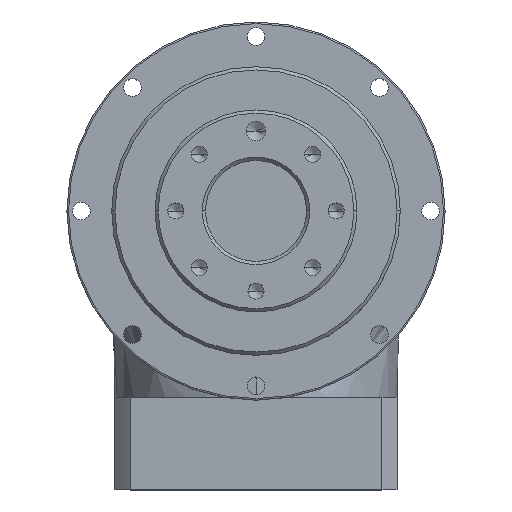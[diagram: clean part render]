
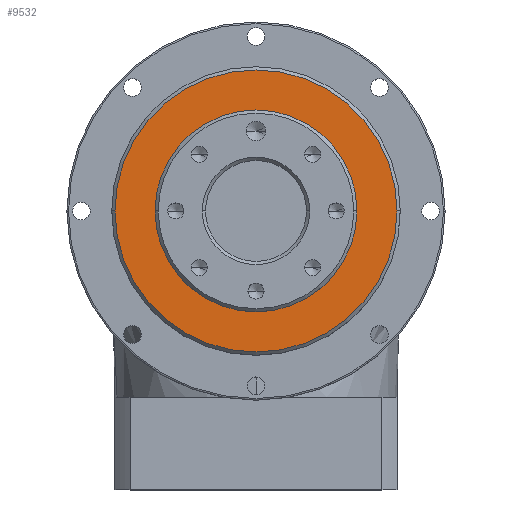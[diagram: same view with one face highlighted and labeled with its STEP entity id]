
A CAD part, top view. The second image highlights one B-rep face of the part: STEP entity #9532.
In plain terms, the highlighted planar face has unit normal (0, 0, 1).
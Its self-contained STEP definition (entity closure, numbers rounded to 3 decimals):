
#22 = ORIENTED_EDGE ( 'NONE', *, *, #7257, .F. ) ;
#127 = DIRECTION ( 'NONE',  ( 1., 0., 0. ) ) ;
#141 = CIRCLE ( 'NONE', #9878, 31.5 ) ;
#147 = CARTESIAN_POINT ( 'NONE',  ( 0., 0., -6. ) ) ;
#235 = ORIENTED_EDGE ( 'NONE', *, *, #7780, .F. ) ;
#877 = CIRCLE ( 'NONE', #6442, 31.5 ) ;
#944 = DIRECTION ( 'NONE',  ( 1., 0., 0. ) ) ;
#1428 = AXIS2_PLACEMENT_3D ( 'NONE', #9623, #4798, #10431 ) ;
#1944 = VERTEX_POINT ( 'NONE', #5682 ) ;
#2040 = VERTEX_POINT ( 'NONE', #8208 ) ;
#2227 = ORIENTED_EDGE ( 'NONE', *, *, #4628, .T. ) ;
#2544 = CARTESIAN_POINT ( 'NONE',  ( 0., 0., -6. ) ) ;
#2584 = EDGE_LOOP ( 'NONE', ( #8188, #2227 ) ) ;
#2703 = CARTESIAN_POINT ( 'NONE',  ( 0., 0., -6. ) ) ;
#2859 = CARTESIAN_POINT ( 'NONE',  ( 44., 0., -6. ) ) ;
#3369 = DIRECTION ( 'NONE',  ( 1., 0., 0. ) ) ;
#3528 = DIRECTION ( 'NONE',  ( 1., 0., 0. ) ) ;
#3667 = VERTEX_POINT ( 'NONE', #2859 ) ;
#4628 = EDGE_CURVE ( 'NONE', #3667, #10126, #10157, .T. ) ;
#4682 = FACE_OUTER_BOUND ( 'NONE', #2584, .T. ) ;
#4798 = DIRECTION ( 'NONE',  ( 0., 0., 1. ) ) ;
#4965 = DIRECTION ( 'NONE',  ( 0., 0., 1. ) ) ;
#5682 = CARTESIAN_POINT ( 'NONE',  ( 31.5, 0., -6. ) ) ;
#5798 = DIRECTION ( 'NONE',  ( 0., 0., 1. ) ) ;
#6442 = AXIS2_PLACEMENT_3D ( 'NONE', #2544, #8193, #3369 ) ;
#6711 = EDGE_CURVE ( 'NONE', #10126, #3667, #7712, .T. ) ;
#6829 = FACE_BOUND ( 'NONE', #7565, .T. ) ;
#7195 = CARTESIAN_POINT ( 'NONE',  ( -44., 0., -6. ) ) ;
#7257 = EDGE_CURVE ( 'NONE', #2040, #1944, #141, .T. ) ;
#7565 = EDGE_LOOP ( 'NONE', ( #235, #22 ) ) ;
#7712 = CIRCLE ( 'NONE', #7931, 44. ) ;
#7780 = EDGE_CURVE ( 'NONE', #1944, #2040, #877, .T. ) ;
#7931 = AXIS2_PLACEMENT_3D ( 'NONE', #9779, #4965, #127 ) ;
#8188 = ORIENTED_EDGE ( 'NONE', *, *, #6711, .T. ) ;
#8193 = DIRECTION ( 'NONE',  ( 0., 0., 1. ) ) ;
#8208 = CARTESIAN_POINT ( 'NONE',  ( -31.5, 0., -6. ) ) ;
#8357 = DIRECTION ( 'NONE',  ( 0., 0., 1. ) ) ;
#9532 = ADVANCED_FACE ( 'NONE', ( #4682, #6829 ), #10395, .T. ) ;
#9623 = CARTESIAN_POINT ( 'NONE',  ( 0., 0., -6. ) ) ;
#9779 = CARTESIAN_POINT ( 'NONE',  ( 0., 0., -6. ) ) ;
#9878 = AXIS2_PLACEMENT_3D ( 'NONE', #147, #5798, #944 ) ;
#10126 = VERTEX_POINT ( 'NONE', #7195 ) ;
#10157 = CIRCLE ( 'NONE', #10422, 44. ) ;
#10395 = PLANE ( 'NONE',  #1428 ) ;
#10422 = AXIS2_PLACEMENT_3D ( 'NONE', #2703, #8357, #3528 ) ;
#10431 = DIRECTION ( 'NONE',  ( 1., 0., 0. ) ) ;
